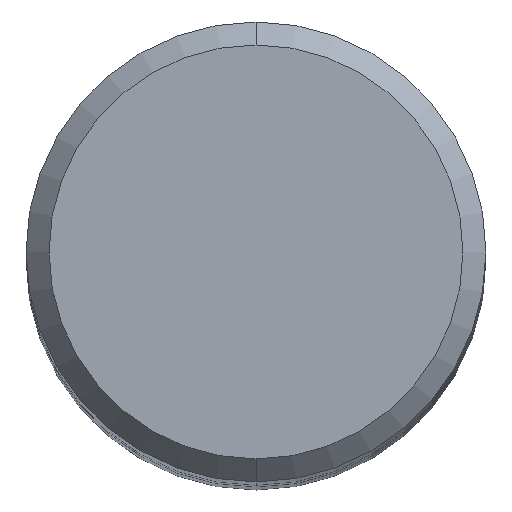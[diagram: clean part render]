
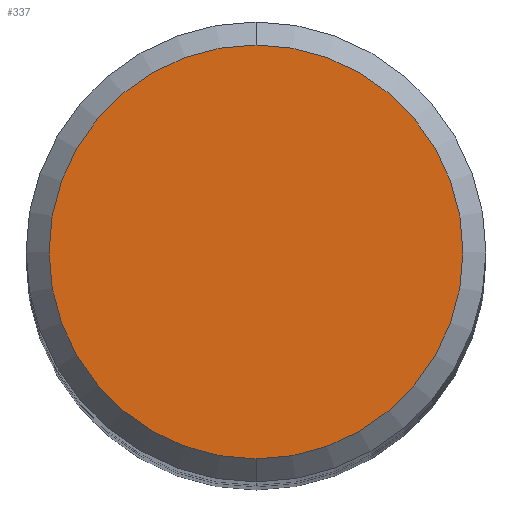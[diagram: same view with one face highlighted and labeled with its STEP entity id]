
A CAD part, top view. The second image highlights one B-rep face of the part: STEP entity #337.
In plain terms, the highlighted planar face has unit normal (0, 0, 1).
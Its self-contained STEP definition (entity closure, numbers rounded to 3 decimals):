
#297=VERTEX_POINT('',#602);
#337=ADVANCED_FACE('',(#647),#648,.T.);
#383=EDGE_CURVE('',#423,#297,#699,.T.);
#397=EDGE_CURVE('',#297,#423,#714,.T.);
#423=VERTEX_POINT('',#741);
#602=CARTESIAN_POINT('',(0.,-4.5,0.0));
#647=FACE_OUTER_BOUND('',#1092,.T.);
#648=PLANE('',#1093);
#699=CIRCLE('',#1252,4.5);
#714=CIRCLE('',#1271,4.5);
#741=CARTESIAN_POINT('',(0.0,4.5,0.0));
#1092=EDGE_LOOP('',(#1639,#1640));
#1093=AXIS2_PLACEMENT_3D('',#1641,#1642,#1643);
#1252=AXIS2_PLACEMENT_3D('',#1697,#1698,#1699);
#1271=AXIS2_PLACEMENT_3D('',#1713,#1714,#1715);
#1639=ORIENTED_EDGE('',*,*,#383,.F.);
#1640=ORIENTED_EDGE('',*,*,#397,.F.);
#1641=CARTESIAN_POINT('',(0.0,2.25,0.0));
#1642=DIRECTION('',(-0.0,0.0,1.0));
#1643=DIRECTION('',(0.0,-1.0,0.0));
#1697=CARTESIAN_POINT('',(0.0,0.0,0.0));
#1698=DIRECTION('',(0.0,0.0,-1.0));
#1699=DIRECTION('',(0.0,1.0,0.0));
#1713=CARTESIAN_POINT('',(0.0,0.0,0.0));
#1714=DIRECTION('',(0.0,0.0,-1.0));
#1715=DIRECTION('',(0.0,1.0,0.0));
